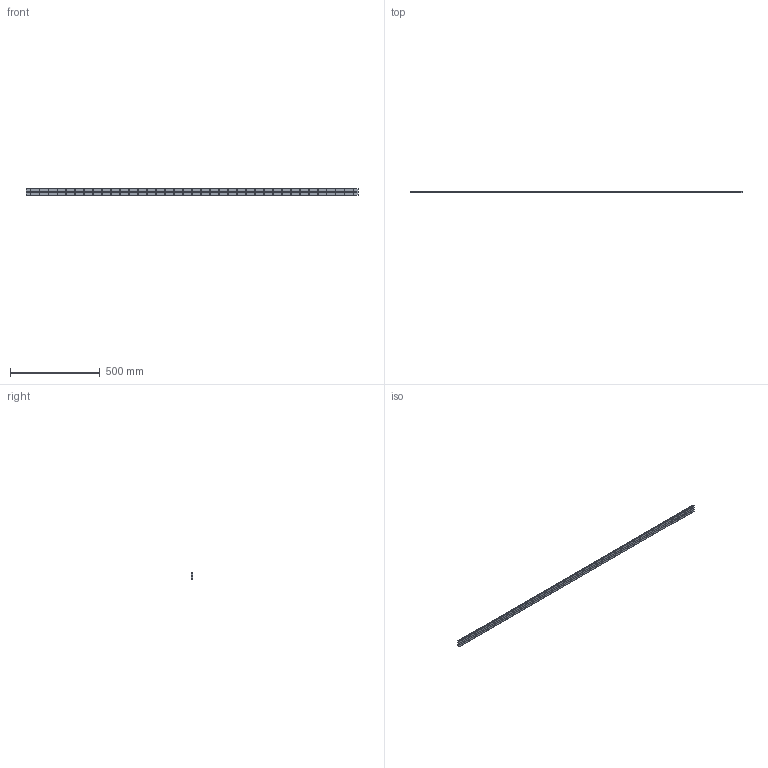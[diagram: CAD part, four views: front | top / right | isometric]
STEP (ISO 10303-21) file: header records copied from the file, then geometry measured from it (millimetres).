
FILE_DESCRIPTION (( 'STEP AP214' ), '1' );
FILE_NAME ('HRW21CA1UU-1850L_G25_0_B-M6F_895-6_0_0_0_1.STEP', '2021-07-02T12:02:15', ( '' ), ( '' ), 'SwSTEP 2.0', 'SolidWorks 2021', '' );
FILE_SCHEMA (( 'AUTOMOTIVE_DESIGN' ));
Length unit declared in the file: millimetre
Products named in the file (2): _HRW21CA185025 Track; HRW21CA1UU-1850L_G25_0_B-M6F_895-6_0_0_0_1
Assembly tree (1 placements, depth 2):
  HRW21CA1UU-1850L_G25_0_B-M6F_895-6_0_0_0_1
    _HRW21CA185025 Track
Bounding box: 1850 x 11 x 37 mm (x, y, z)
Volume: 668080.8 mm3; surface area: 197544.9 mm2
Topology: 1 solids, 1 shells, 404 faces, 984 edges, 656 vertices
Faces by surface type: cylinder 300, plane 104
Entity records: 12550 total; most frequent: DIRECTION 2400, CARTESIAN_POINT 2048, ORIENTED_EDGE 1968, AXIS2_PLACEMENT_3D 1008, EDGE_CURVE 984, VERTEX_POINT 656, EDGE_LOOP 626, CIRCLE 600
